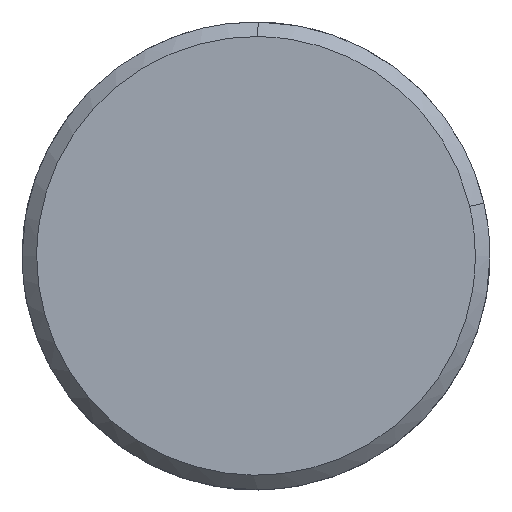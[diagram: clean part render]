
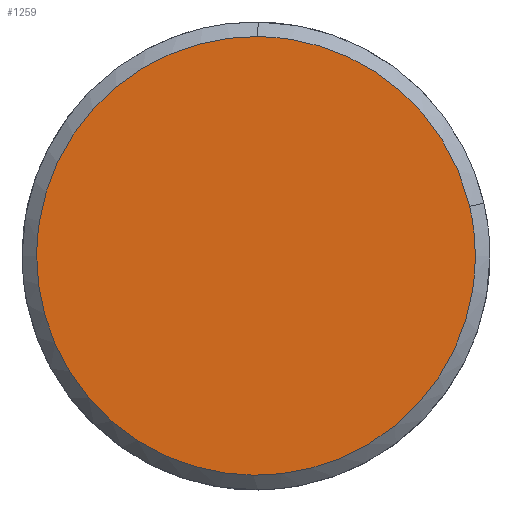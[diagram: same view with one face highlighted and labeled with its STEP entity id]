
A CAD part, top view. The second image highlights one B-rep face of the part: STEP entity #1259.
In plain terms, the highlighted free-form (B-spline) face has degree [1, 1] with [2, 2] control points.
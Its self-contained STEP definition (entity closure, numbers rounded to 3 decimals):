
#431=CARTESIAN_POINT('',(7.307,1.692,9.5));
#432=VERTEX_POINT('',#431);
#438=CARTESIAN_POINT('',(7.5,0.0,9.5));
#439=VERTEX_POINT('',#438);
#440=CARTESIAN_POINT('',(7.5,0.0,9.5));
#441=CARTESIAN_POINT('',(7.5,0.857,9.5));
#442=CARTESIAN_POINT('',(7.307,1.692,9.5));
#450=(BOUNDED_CURVE()B_SPLINE_CURVE(2,(#440,#441,#442),.UNSPECIFIED.,.F.,.U.)B_SPLINE_CURVE_WITH_KNOTS((3,3),(0.5,0.539),.UNSPECIFIED.)CURVE()GEOMETRIC_REPRESENTATION_ITEM()RATIONAL_B_SPLINE_CURVE((1.0,0.955,0.924))REPRESENTATION_ITEM(''));
#451=EDGE_CURVE('',#439,#432,#450,.T.);
#453=CARTESIAN_POINT('',(-7.5,0.0,9.5));
#454=VERTEX_POINT('',#453);
#455=CARTESIAN_POINT('',(-7.5,0.0,9.5));
#456=CARTESIAN_POINT('',(-7.5,-7.5,9.5));
#457=CARTESIAN_POINT('',(0.0,-7.5,9.5));
#458=CARTESIAN_POINT('',(7.5,-7.5,9.5));
#459=CARTESIAN_POINT('',(7.5,0.0,9.5));
#467=(BOUNDED_CURVE()B_SPLINE_CURVE(2,(#455,#456,#457,#458,#459),.UNSPECIFIED.,.F.,.U.)B_SPLINE_CURVE_WITH_KNOTS((3,2,3),(0.0,0.25,0.5),.UNSPECIFIED.)CURVE()GEOMETRIC_REPRESENTATION_ITEM()RATIONAL_B_SPLINE_CURVE((1.0,0.707,1.0,0.707,1.0))REPRESENTATION_ITEM(''));
#468=EDGE_CURVE('',#454,#439,#467,.T.);
#470=CARTESIAN_POINT('',(0.065,7.5,9.5));
#471=VERTEX_POINT('',#470);
#472=CARTESIAN_POINT('',(0.065,7.5,9.5));
#473=CARTESIAN_POINT('',(0.033,7.5,9.5));
#474=CARTESIAN_POINT('',(0.0,7.5,9.5));
#475=CARTESIAN_POINT('',(-7.5,7.5,9.5));
#476=CARTESIAN_POINT('',(-7.5,0.0,9.5));
#484=(BOUNDED_CURVE()B_SPLINE_CURVE(2,(#472,#473,#474,#475,#476),.UNSPECIFIED.,.F.,.U.)B_SPLINE_CURVE_WITH_KNOTS((3,2,3),(0.748,0.75,1.0),.UNSPECIFIED.)CURVE()GEOMETRIC_REPRESENTATION_ITEM()RATIONAL_B_SPLINE_CURVE((0.996,0.998,1.0,0.707,1.0))REPRESENTATION_ITEM(''));
#485=EDGE_CURVE('',#471,#454,#484,.T.);
#587=CARTESIAN_POINT('',(7.307,1.692,9.5));
#588=CARTESIAN_POINT('',(5.974,7.448,9.5));
#589=CARTESIAN_POINT('',(0.065,7.5,9.5));
#597=(BOUNDED_CURVE()B_SPLINE_CURVE(2,(#587,#588,#589),.UNSPECIFIED.,.F.,.U.)B_SPLINE_CURVE_WITH_KNOTS((3,3),(0.539,0.748),.UNSPECIFIED.)CURVE()GEOMETRIC_REPRESENTATION_ITEM()RATIONAL_B_SPLINE_CURVE((0.924,0.754,0.996))REPRESENTATION_ITEM(''));
#598=EDGE_CURVE('',#432,#471,#597,.T.);
#1248=CARTESIAN_POINT('',(-8.249,8.249,9.5));
#1249=CARTESIAN_POINT('',(8.249,8.249,9.5));
#1250=CARTESIAN_POINT('',(-8.249,-8.249,9.5));
#1251=CARTESIAN_POINT('',(8.249,-8.249,9.5));
#1252=B_SPLINE_SURFACE_WITH_KNOTS('',1,1,((#1248,#1250),(#1249,#1251)),.UNSPECIFIED.,.F.,.F.,.U.,(2,2),(2,2),(0.0,16.499),(0.0,16.498),.UNSPECIFIED.);
#1253=ORIENTED_EDGE('',*,*,#468,.T.);
#1254=ORIENTED_EDGE('',*,*,#451,.T.);
#1255=ORIENTED_EDGE('',*,*,#598,.T.);
#1256=ORIENTED_EDGE('',*,*,#485,.T.);
#1257=EDGE_LOOP('',(#1253,#1254,#1255,#1256));
#1258=FACE_OUTER_BOUND('',#1257,.T.);
#1259=ADVANCED_FACE('',(#1258),#1252,.F.);
